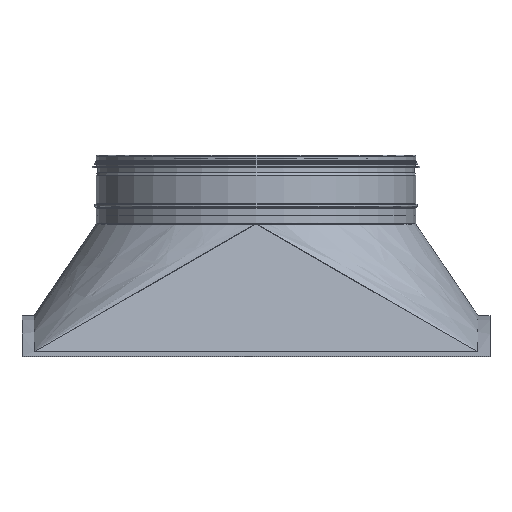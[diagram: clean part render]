
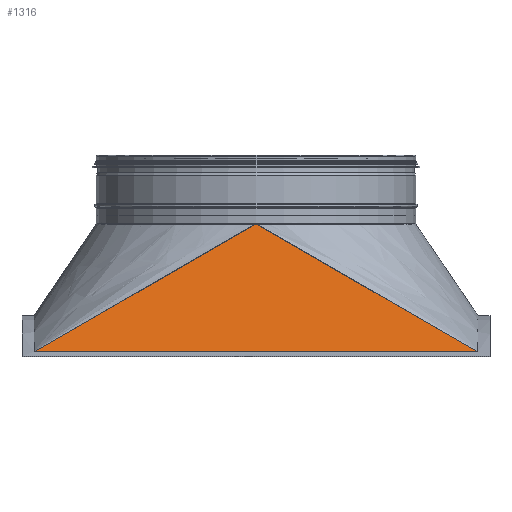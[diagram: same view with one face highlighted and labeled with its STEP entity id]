
A CAD part, front view. The second image highlights one B-rep face of the part: STEP entity #1316.
In plain terms, the highlighted planar face has unit normal (0, -0.979, 0.203).
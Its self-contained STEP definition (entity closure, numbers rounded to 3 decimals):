
#683=CARTESIAN_POINT('',(0.0,-198.9,740.0));
#684=VERTEX_POINT('',#683);
#1177=CARTESIAN_POINT('',(-277.0,-232.,580.373));
#1178=VERTEX_POINT('',#1177);
#1214=CARTESIAN_POINT('',(277.0,-232.,580.373));
#1215=VERTEX_POINT('',#1214);
#1223=CARTESIAN_POINT('',(-277.0,-232.,580.373));
#1224=DIRECTION('',(1.0,0.0,0.0));
#1225=VECTOR('',#1224,554.);
#1226=LINE('',#1223,#1225);
#1227=EDGE_CURVE('',#1178,#1215,#1226,.T.);
#1296=CARTESIAN_POINT('',(0.,-223.111,623.241));
#1297=DIRECTION('',(0.,0.979,-0.203));
#1298=DIRECTION('',(0.0,0.203,0.979));
#1299=AXIS2_PLACEMENT_3D('',#1296,#1297,#1298);
#1300=PLANE('',#1299);
#1301=ORIENTED_EDGE('',*,*,#1227,.T.);
#1302=CARTESIAN_POINT('',(0.0,-198.9,740.0));
#1303=DIRECTION('',(0.862,-0.103,-0.497));
#1304=VECTOR('',#1303,321.412);
#1305=LINE('',#1302,#1304);
#1306=EDGE_CURVE('',#684,#1215,#1305,.T.);
#1307=ORIENTED_EDGE('',*,*,#1306,.F.);
#1308=CARTESIAN_POINT('',(0.0,-198.9,740.0));
#1309=DIRECTION('',(-0.862,-0.103,-0.497));
#1310=VECTOR('',#1309,321.412);
#1311=LINE('',#1308,#1310);
#1312=EDGE_CURVE('',#684,#1178,#1311,.T.);
#1313=ORIENTED_EDGE('',*,*,#1312,.T.);
#1314=EDGE_LOOP('',(#1301,#1307,#1313));
#1315=FACE_OUTER_BOUND('',#1314,.T.);
#1316=ADVANCED_FACE('',(#1315),#1300,.F.);
